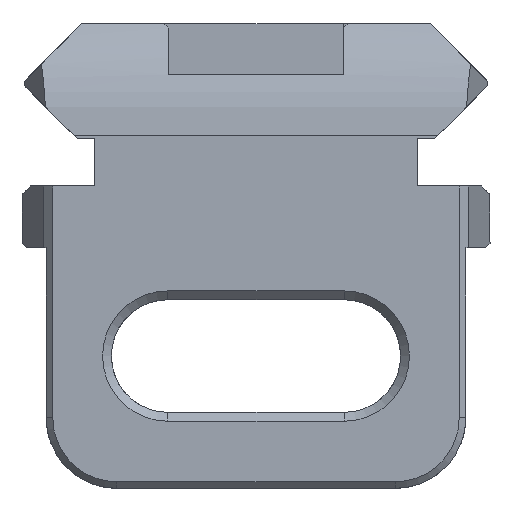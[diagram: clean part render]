
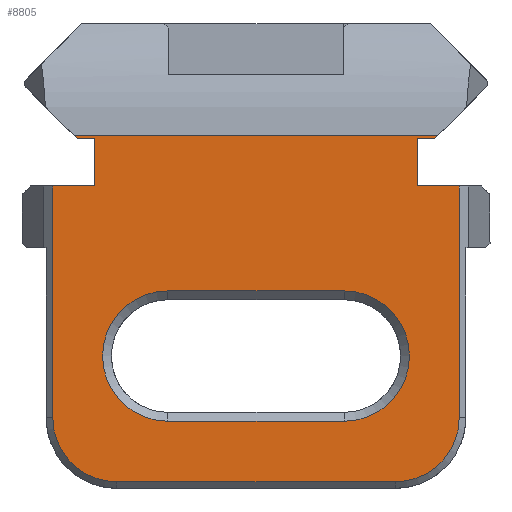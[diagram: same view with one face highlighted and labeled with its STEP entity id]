
A CAD part, left-side view. The second image highlights one B-rep face of the part: STEP entity #8805.
In plain terms, the highlighted planar face has unit normal (-1, 0, 0).
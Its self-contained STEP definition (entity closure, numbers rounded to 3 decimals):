
#69 = CARTESIAN_POINT ( 'NONE',  ( -93.997, 2.815, 1.846 ) ) ;
#80 = CARTESIAN_POINT ( 'NONE',  ( -93.997, -10.793, -8.65 ) ) ;
#311 = LINE ( 'NONE', #6769, #10836 ) ;
#385 = LINE ( 'NONE', #2272, #7299 ) ;
#427 = VERTEX_POINT ( 'NONE', #5390 ) ;
#566 = DIRECTION ( 'NONE',  ( -1., 0., 0. ) ) ;
#925 = CARTESIAN_POINT ( 'NONE',  ( -93.997, 3.754, 4.126 ) ) ;
#970 = DIRECTION ( 'NONE',  ( 0., 0., -1. ) ) ;
#1031 = EDGE_CURVE ( 'NONE', #11746, #8934, #8834, .T. ) ;
#1130 = CARTESIAN_POINT ( 'NONE',  ( -93.997, 2.815, 0. ) ) ;
#1177 = CARTESIAN_POINT ( 'NONE',  ( -93.997, 0., 4.126 ) ) ;
#1340 = ORIENTED_EDGE ( 'NONE', *, *, #3736, .T. ) ;
#1383 = CARTESIAN_POINT ( 'NONE',  ( -93.997, -12.585, 3.987 ) ) ;
#1578 = CARTESIAN_POINT ( 'NONE',  ( -93.997, 4.723, -8.65 ) ) ;
#1602 = VERTEX_POINT ( 'NONE', #7387 ) ;
#1638 = EDGE_CURVE ( 'NONE', #2811, #10778, #3631, .T. ) ;
#1677 = ORIENTED_EDGE ( 'NONE', *, *, #3447, .T. ) ;
#1788 = VECTOR ( 'NONE', #4450, 1000. ) ;
#1813 = ORIENTED_EDGE ( 'NONE', *, *, #10391, .T. ) ;
#1846 = DIRECTION ( 'NONE',  ( 0., -1., 0. ) ) ;
#1874 = DIRECTION ( 'NONE',  ( 0., 1., 0. ) ) ;
#1878 = CARTESIAN_POINT ( 'NONE',  ( -93.997, -13.693, 1.846 ) ) ;
#2083 = CIRCLE ( 'NONE', #11023, 2.95 ) ;
#2138 = CARTESIAN_POINT ( 'NONE',  ( -93.997, 4.723, 1.846 ) ) ;
#2163 = DIRECTION ( 'NONE',  ( 0., 1., 0. ) ) ;
#2272 = CARTESIAN_POINT ( 'NONE',  ( -93.997, 4.723, 0. ) ) ;
#2317 = DIRECTION ( 'NONE',  ( 0., 0., 1. ) ) ;
#2357 = ORIENTED_EDGE ( 'NONE', *, *, #2873, .T. ) ;
#2460 = EDGE_CURVE ( 'NONE', #10664, #11746, #7508, .T. ) ;
#2648 = LINE ( 'NONE', #11448, #10722 ) ;
#2695 = VECTOR ( 'NONE', #6644, 1000. ) ;
#2806 = CARTESIAN_POINT ( 'NONE',  ( -93.997, -8.485, -2.908 ) ) ;
#2811 = VERTEX_POINT ( 'NONE', #3668 ) ;
#2846 = AXIS2_PLACEMENT_3D ( 'NONE', #4500, #6242, #10957 ) ;
#2850 = EDGE_CURVE ( 'NONE', #10778, #4558, #4420, .T. ) ;
#2873 = EDGE_CURVE ( 'NONE', #8080, #5191, #385, .T. ) ;
#3155 = VERTEX_POINT ( 'NONE', #7941 ) ;
#3232 = LINE ( 'NONE', #7274, #8287 ) ;
#3306 = DIRECTION ( 'NONE',  ( 0., -0.707, 0.707 ) ) ;
#3349 = EDGE_CURVE ( 'NONE', #427, #9844, #7708, .T. ) ;
#3447 = EDGE_CURVE ( 'NONE', #10803, #9889, #3232, .T. ) ;
#3488 = DIRECTION ( 'NONE',  ( -1., 0., 0. ) ) ;
#3545 = VERTEX_POINT ( 'NONE', #69 ) ;
#3631 = LINE ( 'NONE', #1177, #11141 ) ;
#3648 = ORIENTED_EDGE ( 'NONE', *, *, #2850, .T. ) ;
#3668 = CARTESIAN_POINT ( 'NONE',  ( -93.997, -12.724, 4.126 ) ) ;
#3736 = EDGE_CURVE ( 'NONE', #8934, #5575, #2083, .T. ) ;
#4147 = LINE ( 'NONE', #6496, #8179 ) ;
#4178 = CARTESIAN_POINT ( 'NONE',  ( -93.997, 0., 0. ) ) ;
#4213 = EDGE_CURVE ( 'NONE', #5575, #10664, #5537, .T. ) ;
#4223 = PLANE ( 'NONE',  #8402 ) ;
#4286 = CARTESIAN_POINT ( 'NONE',  ( -93.997, -11.785, 1.846 ) ) ;
#4324 = DIRECTION ( 'NONE',  ( 0., 1., 0. ) ) ;
#4420 = LINE ( 'NONE', #7711, #11756 ) ;
#4450 = DIRECTION ( 'NONE',  ( 0., -1., 0. ) ) ;
#4478 = ORIENTED_EDGE ( 'NONE', *, *, #4213, .T. ) ;
#4486 = ORIENTED_EDGE ( 'NONE', *, *, #3349, .T. ) ;
#4500 = CARTESIAN_POINT ( 'NONE',  ( -93.997, 1.823, -8.65 ) ) ;
#4558 = VERTEX_POINT ( 'NONE', #5023 ) ;
#4591 = VECTOR ( 'NONE', #6448, 1000. ) ;
#4666 = VECTOR ( 'NONE', #4324, 1000. ) ;
#4879 = CARTESIAN_POINT ( 'NONE',  ( -93.997, 0., -11.55 ) ) ;
#4984 = DIRECTION ( 'NONE',  ( 0., 0., -1. ) ) ;
#5003 = CARTESIAN_POINT ( 'NONE',  ( -93.997, -13.693, 0. ) ) ;
#5023 = CARTESIAN_POINT ( 'NONE',  ( -93.997, 3.615, 3.987 ) ) ;
#5191 = VERTEX_POINT ( 'NONE', #1578 ) ;
#5329 = AXIS2_PLACEMENT_3D ( 'NONE', #80, #3488, #970 ) ;
#5341 = VECTOR ( 'NONE', #9659, 1000. ) ;
#5387 = EDGE_CURVE ( 'NONE', #4558, #1602, #4147, .T. ) ;
#5390 = CARTESIAN_POINT ( 'NONE',  ( -93.997, -11.785, 3.987 ) ) ;
#5413 = CARTESIAN_POINT ( 'NONE',  ( -93.997, 0., -2.908 ) ) ;
#5417 = EDGE_CURVE ( 'NONE', #1602, #3545, #7591, .T. ) ;
#5423 = DIRECTION ( 'NONE',  ( 0., 0., 1. ) ) ;
#5537 = LINE ( 'NONE', #8905, #4666 ) ;
#5539 = CARTESIAN_POINT ( 'NONE',  ( -93.997, -8.485, -5.858 ) ) ;
#5575 = VERTEX_POINT ( 'NONE', #6884 ) ;
#5600 = AXIS2_PLACEMENT_3D ( 'NONE', #9588, #6925, #8692 ) ;
#6055 = CARTESIAN_POINT ( 'NONE',  ( -93.997, 1.823, -11.55 ) ) ;
#6242 = DIRECTION ( 'NONE',  ( -1., 0., 0. ) ) ;
#6342 = ORIENTED_EDGE ( 'NONE', *, *, #5387, .T. ) ;
#6396 = CIRCLE ( 'NONE', #2846, 2.9 ) ;
#6421 = VECTOR ( 'NONE', #9624, 1000. ) ;
#6448 = DIRECTION ( 'NONE',  ( 0., 0., 1. ) ) ;
#6496 = CARTESIAN_POINT ( 'NONE',  ( -93.997, 3.615, 3.987 ) ) ;
#6501 = LINE ( 'NONE', #4879, #5341 ) ;
#6644 = DIRECTION ( 'NONE',  ( 0., 0., -1. ) ) ;
#6769 = CARTESIAN_POINT ( 'NONE',  ( -93.997, 2.815, 1.846 ) ) ;
#6884 = CARTESIAN_POINT ( 'NONE',  ( -93.997, -8.485, -8.808 ) ) ;
#6925 = DIRECTION ( 'NONE',  ( 1., 0., 0. ) ) ;
#6933 = CARTESIAN_POINT ( 'NONE',  ( -93.997, -0.485, -2.908 ) ) ;
#6948 = CIRCLE ( 'NONE', #5329, 2.9 ) ;
#7001 = ORIENTED_EDGE ( 'NONE', *, *, #1031, .T. ) ;
#7079 = FACE_OUTER_BOUND ( 'NONE', #11247, .T. ) ;
#7154 = EDGE_CURVE ( 'NONE', #3155, #10803, #9138, .T. ) ;
#7274 = CARTESIAN_POINT ( 'NONE',  ( -93.997, -11.785, 1.846 ) ) ;
#7299 = VECTOR ( 'NONE', #4984, 1000. ) ;
#7382 = CARTESIAN_POINT ( 'NONE',  ( -93.997, -11.785, 0. ) ) ;
#7387 = CARTESIAN_POINT ( 'NONE',  ( -93.997, 2.815, 3.987 ) ) ;
#7425 = ORIENTED_EDGE ( 'NONE', *, *, #5417, .T. ) ;
#7508 = CIRCLE ( 'NONE', #5600, 2.95 ) ;
#7582 = EDGE_CURVE ( 'NONE', #9844, #2811, #2648, .T. ) ;
#7591 = LINE ( 'NONE', #1130, #2695 ) ;
#7605 = LINE ( 'NONE', #7382, #4591 ) ;
#7617 = DIRECTION ( 'NONE',  ( 0., 1., 0. ) ) ;
#7708 = LINE ( 'NONE', #11035, #9449 ) ;
#7711 = CARTESIAN_POINT ( 'NONE',  ( -93.997, 3.754, 4.126 ) ) ;
#7877 = CARTESIAN_POINT ( 'NONE',  ( -93.997, -10.793, -11.55 ) ) ;
#7941 = CARTESIAN_POINT ( 'NONE',  ( -93.997, -13.693, -8.65 ) ) ;
#8080 = VERTEX_POINT ( 'NONE', #2138 ) ;
#8179 = VECTOR ( 'NONE', #10047, 1000. ) ;
#8256 = ORIENTED_EDGE ( 'NONE', *, *, #1638, .T. ) ;
#8287 = VECTOR ( 'NONE', #1874, 1000. ) ;
#8378 = ORIENTED_EDGE ( 'NONE', *, *, #11423, .T. ) ;
#8402 = AXIS2_PLACEMENT_3D ( 'NONE', #4178, #566, #2317 ) ;
#8443 = ORIENTED_EDGE ( 'NONE', *, *, #9369, .T. ) ;
#8639 = EDGE_CURVE ( 'NONE', #3545, #8080, #311, .T. ) ;
#8640 = DIRECTION ( 'NONE',  ( 0., -0.707, -0.707 ) ) ;
#8660 = FACE_BOUND ( 'NONE', #11195, .T. ) ;
#8692 = DIRECTION ( 'NONE',  ( 0., 0., 1. ) ) ;
#8805 = ADVANCED_FACE ( 'NONE', ( #8660, #7079 ), #4223, .T. ) ;
#8834 = LINE ( 'NONE', #5413, #1788 ) ;
#8905 = CARTESIAN_POINT ( 'NONE',  ( -93.997, 0., -8.808 ) ) ;
#8923 = EDGE_CURVE ( 'NONE', #11101, #3155, #6948, .T. ) ;
#8934 = VERTEX_POINT ( 'NONE', #2806 ) ;
#9138 = LINE ( 'NONE', #5003, #6421 ) ;
#9369 = EDGE_CURVE ( 'NONE', #5191, #9860, #6396, .T. ) ;
#9449 = VECTOR ( 'NONE', #1846, 1000. ) ;
#9588 = CARTESIAN_POINT ( 'NONE',  ( -93.997, -0.485, -5.858 ) ) ;
#9624 = DIRECTION ( 'NONE',  ( 0., 0., 1. ) ) ;
#9659 = DIRECTION ( 'NONE',  ( 0., -1., 0. ) ) ;
#9768 = ORIENTED_EDGE ( 'NONE', *, *, #2460, .T. ) ;
#9844 = VERTEX_POINT ( 'NONE', #1383 ) ;
#9860 = VERTEX_POINT ( 'NONE', #6055 ) ;
#9889 = VERTEX_POINT ( 'NONE', #4286 ) ;
#10047 = DIRECTION ( 'NONE',  ( 0., -1., 0. ) ) ;
#10391 = EDGE_CURVE ( 'NONE', #9860, #11101, #6501, .T. ) ;
#10664 = VERTEX_POINT ( 'NONE', #10765 ) ;
#10722 = VECTOR ( 'NONE', #3306, 1000. ) ;
#10765 = CARTESIAN_POINT ( 'NONE',  ( -93.997, -0.485, -8.808 ) ) ;
#10778 = VERTEX_POINT ( 'NONE', #925 ) ;
#10803 = VERTEX_POINT ( 'NONE', #1878 ) ;
#10836 = VECTOR ( 'NONE', #2163, 1000. ) ;
#10913 = ORIENTED_EDGE ( 'NONE', *, *, #8639, .T. ) ;
#10954 = DIRECTION ( 'NONE',  ( 1., 0., 0. ) ) ;
#10957 = DIRECTION ( 'NONE',  ( 0., 0., -1. ) ) ;
#11023 = AXIS2_PLACEMENT_3D ( 'NONE', #5539, #10954, #5423 ) ;
#11035 = CARTESIAN_POINT ( 'NONE',  ( -93.997, -12.585, 3.987 ) ) ;
#11101 = VERTEX_POINT ( 'NONE', #7877 ) ;
#11141 = VECTOR ( 'NONE', #7617, 1000. ) ;
#11195 = EDGE_LOOP ( 'NONE', ( #9768, #7001, #1340, #4478 ) ) ;
#11227 = ORIENTED_EDGE ( 'NONE', *, *, #8923, .T. ) ;
#11247 = EDGE_LOOP ( 'NONE', ( #1813, #11227, #11877, #1677, #8378, #4486, #11708, #8256, #3648, #6342, #7425, #10913, #2357, #8443 ) ) ;
#11423 = EDGE_CURVE ( 'NONE', #9889, #427, #7605, .T. ) ;
#11448 = CARTESIAN_POINT ( 'NONE',  ( -93.997, -12.585, 3.987 ) ) ;
#11708 = ORIENTED_EDGE ( 'NONE', *, *, #7582, .T. ) ;
#11746 = VERTEX_POINT ( 'NONE', #6933 ) ;
#11756 = VECTOR ( 'NONE', #8640, 1000. ) ;
#11877 = ORIENTED_EDGE ( 'NONE', *, *, #7154, .T. ) ;
